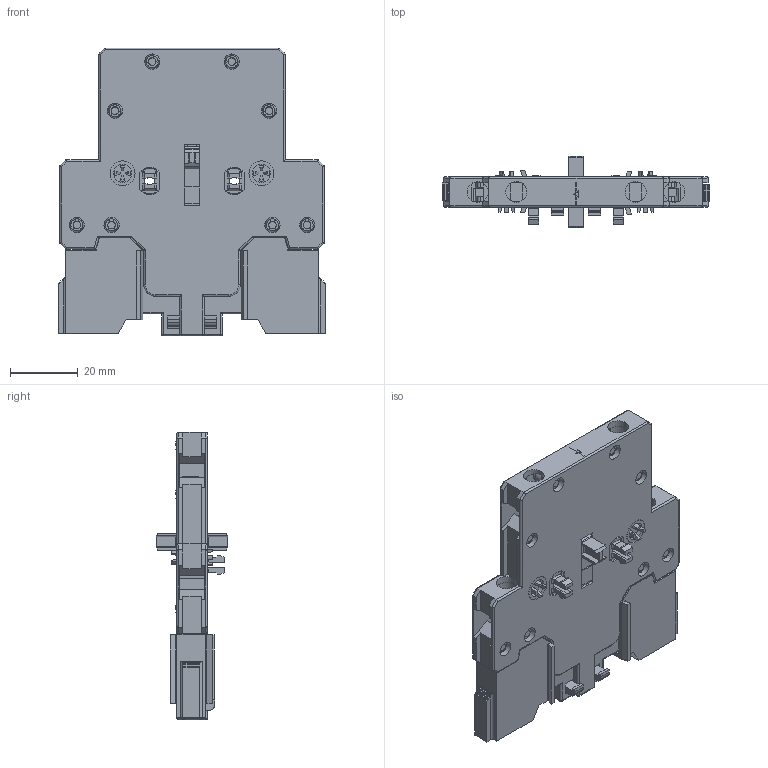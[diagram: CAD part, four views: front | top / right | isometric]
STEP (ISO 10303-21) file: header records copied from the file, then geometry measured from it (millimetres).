
FILE_DESCRIPTION((''),'2;1');
FILE_NAME('12C90081H01 - 300-SMI.stp','2015-05-26T10:39:14',('rshanor'),(''),'Autodesk Inventor 2013','Autodesk Inventor 2013','');
FILE_SCHEMA(('AUTOMOTIVE_DESIGN { 1 2 10303 214 0 1 1 1 }'));
Length unit declared in the file: inch
Products named in the file (1): 12C90081H01
Bounding box: 78.96 x 21.25 x 85.01 mm (x, y, z)
Volume: 26276.4 mm3; surface area: 41487.8 mm2
Topology: 1 solids, 9 shells, 1959 faces, 5644 edges, 3549 vertices
Faces by surface type: plane 1427, cylinder 402, cone 74, bspline 24, torus 20, sphere 12
Full cylindrical faces by diameter (mm): 2.2 x10, 2.25 x10, 2.5 x4, 3.4 x2, 3.75 x8, 3.9 x4, 4 x4, 4.25 x10, 4.5 x12, 5.35 x4, 6 x2, 6.2 x4, 6.5 x8, 7.35 x4, 7.5 x2, 7.75 x2, 8 x2, 10.15 x2
Entity records: 69044 total; most frequent: CARTESIAN_POINT 16087, ORIENTED_EDGE 10874, DIRECTION 10262, EDGE_CURVE 5437, VECTOR 4008, LINE 4008, VERTEX_POINT 3476, AXIS2_PLACEMENT_3D 3127
